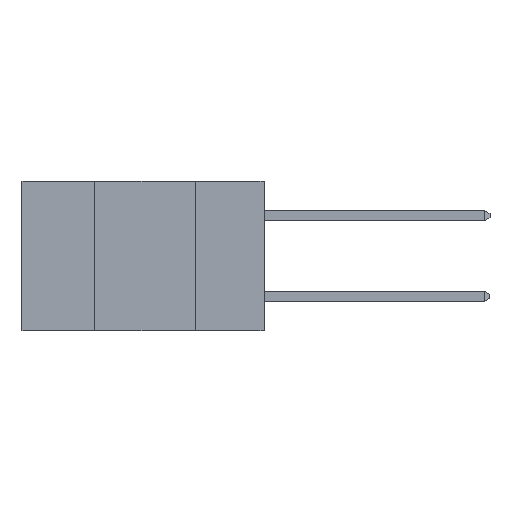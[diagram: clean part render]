
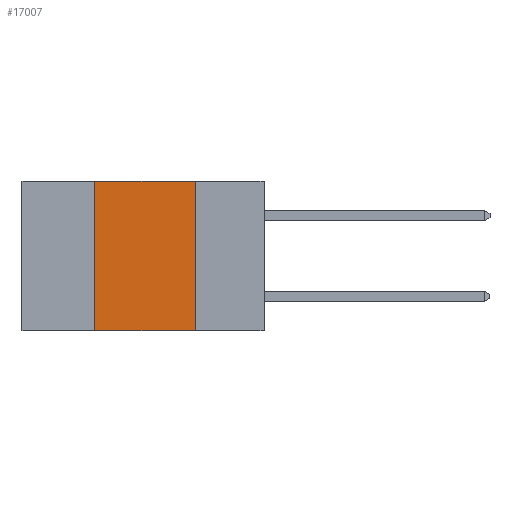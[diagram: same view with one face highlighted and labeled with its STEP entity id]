
A CAD part, left-side view. The second image highlights one B-rep face of the part: STEP entity #17007.
In plain terms, the highlighted planar face has unit normal (-1, 0, 0).
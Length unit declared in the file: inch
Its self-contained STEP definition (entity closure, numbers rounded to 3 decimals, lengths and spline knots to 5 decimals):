
#115 = EDGE_CURVE ( 'NONE', #1325, #9152, #534, .T. ) ;
#534 = LINE ( 'NONE', #14467, #4012 ) ;
#835 = EDGE_CURVE ( 'NONE', #9152, #13878, #5752, .T. ) ;
#1325 = VERTEX_POINT ( 'NONE', #1550 ) ;
#1550 = CARTESIAN_POINT ( 'NONE',  ( 0., 0.42, 0. ) ) ;
#2711 = FACE_OUTER_BOUND ( 'NONE', #13727, .T. ) ;
#2988 = ORIENTED_EDGE ( 'NONE', *, *, #115, .F. ) ;
#2990 = CARTESIAN_POINT ( 'NONE',  ( 0., 0.6, 0. ) ) ;
#3449 = AXIS2_PLACEMENT_3D ( 'NONE', #2990, #4282, #13684 ) ;
#4012 = VECTOR ( 'NONE', #16646, 39.37008 ) ;
#4282 = DIRECTION ( 'NONE',  ( 1., 0., 0. ) ) ;
#4943 = DIRECTION ( 'NONE',  ( 0., -1., 0. ) ) ;
#5752 = LINE ( 'NONE', #7983, #6174 ) ;
#6072 = ORIENTED_EDGE ( 'NONE', *, *, #835, .F. ) ;
#6108 = EDGE_CURVE ( 'NONE', #15249, #1325, #16448, .T. ) ;
#6174 = VECTOR ( 'NONE', #8372, 39.37008 ) ;
#6503 = ORIENTED_EDGE ( 'NONE', *, *, #6108, .F. ) ;
#6932 = CARTESIAN_POINT ( 'NONE',  ( 0., 0.42, -0.37 ) ) ;
#7115 = CARTESIAN_POINT ( 'NONE',  ( 0., 0.17, 0. ) ) ;
#7983 = CARTESIAN_POINT ( 'NONE',  ( 0., 0.17, 0. ) ) ;
#8104 = CARTESIAN_POINT ( 'NONE',  ( 0., 0.17, -0.37 ) ) ;
#8372 = DIRECTION ( 'NONE',  ( 0., 0., -1. ) ) ;
#9152 = VERTEX_POINT ( 'NONE', #7115 ) ;
#12541 = VECTOR ( 'NONE', #15391, 39.37008 ) ;
#13030 = CARTESIAN_POINT ( 'NONE',  ( 0., 0.6, -0.37 ) ) ;
#13684 = DIRECTION ( 'NONE',  ( 0., 0., -1. ) ) ;
#13727 = EDGE_LOOP ( 'NONE', ( #6072, #2988, #6503, #14074 ) ) ;
#13878 = VERTEX_POINT ( 'NONE', #8104 ) ;
#14074 = ORIENTED_EDGE ( 'NONE', *, *, #14224, .T. ) ;
#14224 = EDGE_CURVE ( 'NONE', #15249, #13878, #14508, .T. ) ;
#14467 = CARTESIAN_POINT ( 'NONE',  ( 0., 0.6, 0. ) ) ;
#14508 = LINE ( 'NONE', #13030, #17085 ) ;
#15249 = VERTEX_POINT ( 'NONE', #6932 ) ;
#15391 = DIRECTION ( 'NONE',  ( 0., 0., 1. ) ) ;
#16264 = PLANE ( 'NONE',  #3449 ) ;
#16448 = LINE ( 'NONE', #16640, #12541 ) ;
#16640 = CARTESIAN_POINT ( 'NONE',  ( 0., 0.42, 0. ) ) ;
#16646 = DIRECTION ( 'NONE',  ( 0., -1., 0. ) ) ;
#17007 = ADVANCED_FACE ( 'NONE', ( #2711 ), #16264, .F. ) ;
#17085 = VECTOR ( 'NONE', #4943, 39.37008 ) ;
